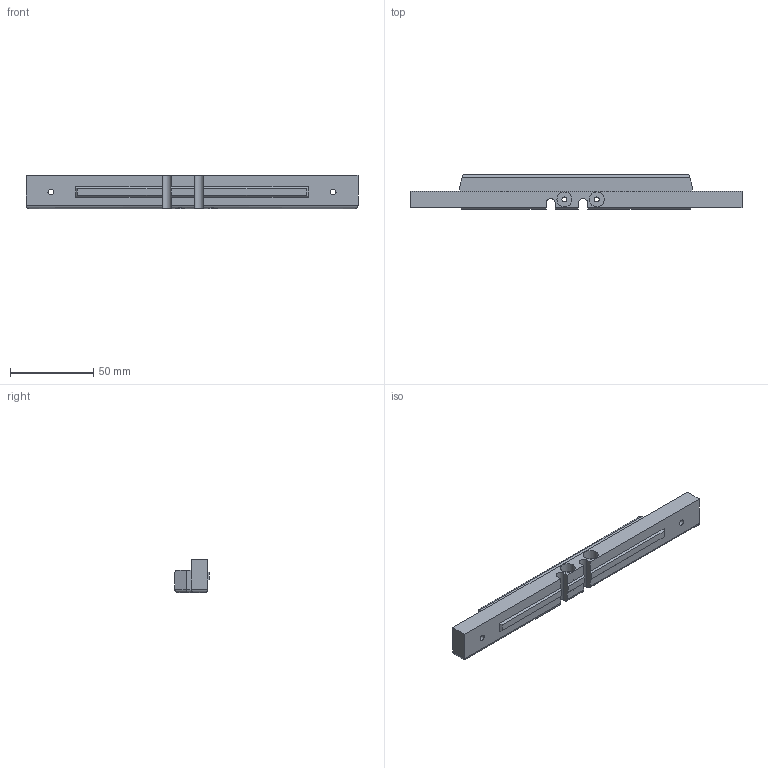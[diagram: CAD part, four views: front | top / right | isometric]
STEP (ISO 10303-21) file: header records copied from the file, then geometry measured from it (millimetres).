
FILE_DESCRIPTION(('Open CASCADE Model'),'2;1');
FILE_NAME('Open CASCADE Shape Model','2024-09-07T18:29:41',('Author'),( 'Open CASCADE'),'Open CASCADE STEP processor 7.7','Open CASCADE 7.7' ,'Unknown');
FILE_SCHEMA(('AUTOMOTIVE_DESIGN { 1 0 10303 214 1 1 1 1 }'));
Length unit declared in the file: millimetre
Products named in the file (1): Open CASCADE STEP translator 7.7 4
Bounding box: 200 x 21 x 20 mm (x, y, z)
Volume: 55874.4 mm3; surface area: 16290 mm2
Topology: 1 solids, 1 shells, 61 faces, 157 edges, 100 vertices
Faces by surface type: plane 34, cylinder 25, cone 2
Full cylindrical faces by diameter (mm): 3 x2, 3.5 x2, 5.9 x2, 9 x4
Entity records: 4295 total; most frequent: CARTESIAN_POINT 1106, DIRECTION 599, LINE 373, VECTOR 373, ORIENTED_EDGE 314, PCURVE 314, DEFINITIONAL_REPRESENTATION 314, EDGE_CURVE 157
